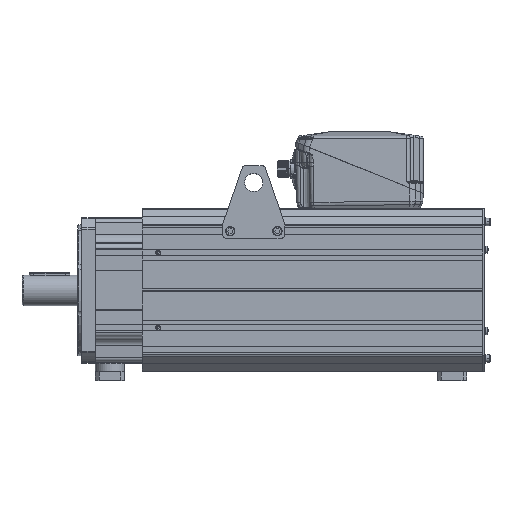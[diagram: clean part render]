
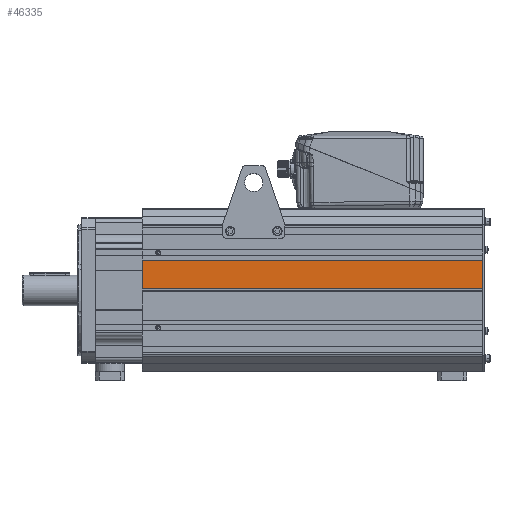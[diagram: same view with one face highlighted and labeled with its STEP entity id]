
A CAD part, top view. The second image highlights one B-rep face of the part: STEP entity #46335.
In plain terms, the highlighted planar face has unit normal (0, 0, 1).
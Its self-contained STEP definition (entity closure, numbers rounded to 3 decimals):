
#44432=DIRECTION('',(0.,-1.,0.));
#44433=VECTOR('',#44432,39.5);
#44434=CARTESIAN_POINT('',(165.5,41.5,111.5));
#44435=LINE('',#44434,#44433);
#45041=DIRECTION('',(1.,0.,0.));
#45042=VECTOR('',#45041,468.);
#45043=CARTESIAN_POINT('',(165.5,41.5,111.5));
#45044=LINE('',#45043,#45042);
#45045=DIRECTION('',(0.,-1.,0.));
#45046=VECTOR('',#45045,39.5);
#45047=CARTESIAN_POINT('',(633.5,41.5,111.5));
#45048=LINE('',#45047,#45046);
#45049=DIRECTION('',(1.,0.,0.));
#45050=VECTOR('',#45049,468.);
#45051=CARTESIAN_POINT('',(165.5,2.,111.5));
#45052=LINE('',#45051,#45050);
#45299=CARTESIAN_POINT('',(165.5,41.5,111.5));
#45300=VERTEX_POINT('',#45299);
#45301=CARTESIAN_POINT('',(165.5,2.,111.5));
#45302=VERTEX_POINT('',#45301);
#45305=CARTESIAN_POINT('',(633.5,41.5,111.5));
#45306=CARTESIAN_POINT('',(633.5,2.,111.5));
#45307=VERTEX_POINT('',#45305);
#45308=VERTEX_POINT('',#45306);
#46321=CARTESIAN_POINT('',(165.5,41.5,111.5));
#46322=DIRECTION('',(0.,0.,1.));
#46323=DIRECTION('',(0.,-1.,0.));
#46324=AXIS2_PLACEMENT_3D('',#46321,#46322,#46323);
#46325=PLANE('',#46324);
#46326=ORIENTED_EDGE('',*,*,#45478,.F.);
#46328=ORIENTED_EDGE('',*,*,#46327,.T.);
#46330=ORIENTED_EDGE('',*,*,#46329,.T.);
#46332=ORIENTED_EDGE('',*,*,#46331,.F.);
#46333=EDGE_LOOP('',(#46326,#46328,#46330,#46332));
#46334=FACE_OUTER_BOUND('',#46333,.F.);
#46335=ADVANCED_FACE('',(#46334),#46325,.T.);
#45478=EDGE_CURVE('',#45300,#45302,#44435,.T.);
#46327=EDGE_CURVE('',#45300,#45307,#45044,.T.);
#46329=EDGE_CURVE('',#45307,#45308,#45048,.T.);
#46331=EDGE_CURVE('',#45302,#45308,#45052,.T.);
